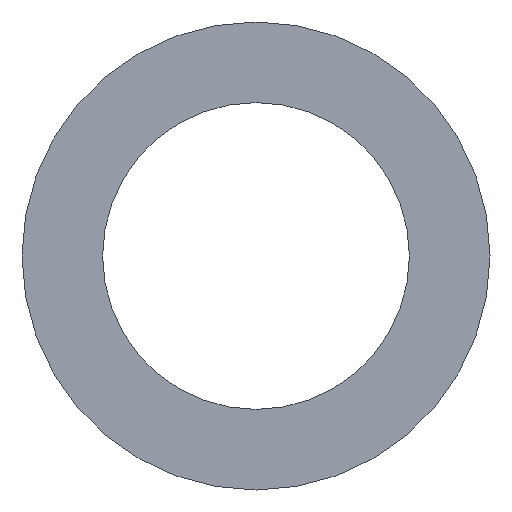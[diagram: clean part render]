
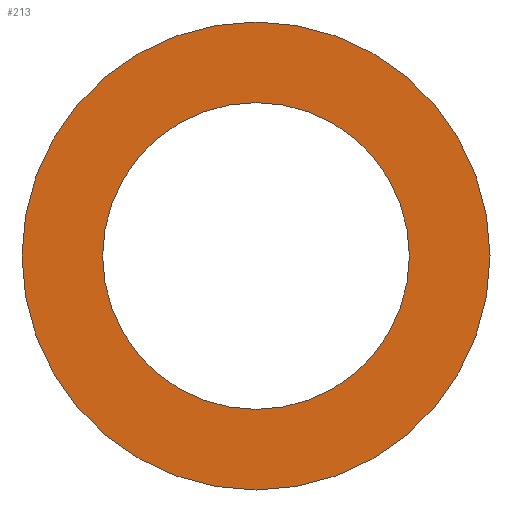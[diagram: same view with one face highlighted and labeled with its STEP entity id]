
A CAD part, front view. The second image highlights one B-rep face of the part: STEP entity #213.
In plain terms, the highlighted planar face has unit normal (0, -1, 0).
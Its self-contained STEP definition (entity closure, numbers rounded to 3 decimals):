
#2 = FACE_OUTER_BOUND ( 'NONE', #239, .T. ) ;
#4 = AXIS2_PLACEMENT_3D ( 'NONE', #154, #83, #47 ) ;
#8 = VERTEX_POINT ( 'NONE', #33 ) ;
#9 = VERTEX_POINT ( 'NONE', #109 ) ;
#17 = CIRCLE ( 'NONE', #146, 14.75 ) ;
#23 = CARTESIAN_POINT ( 'NONE',  ( 0., 0., 0. ) ) ;
#33 = CARTESIAN_POINT ( 'NONE',  ( 0., 0., -22.5 ) ) ;
#35 = CIRCLE ( 'NONE', #62, 22.5 ) ;
#36 = EDGE_CURVE ( 'NONE', #8, #179, #35, .T. ) ;
#43 = CARTESIAN_POINT ( 'NONE',  ( 0., 0., 0. ) ) ;
#45 = DIRECTION ( 'NONE',  ( 0., 0., 1. ) ) ;
#47 = DIRECTION ( 'NONE',  ( 0., 0., 1. ) ) ;
#50 = ORIENTED_EDGE ( 'NONE', *, *, #181, .F. ) ;
#53 = ORIENTED_EDGE ( 'NONE', *, *, #193, .T. ) ;
#61 = DIRECTION ( 'NONE',  ( 0., 1., 0. ) ) ;
#62 = AXIS2_PLACEMENT_3D ( 'NONE', #243, #61, #75 ) ;
#64 = DIRECTION ( 'NONE',  ( 0., 1., 0. ) ) ;
#69 = DIRECTION ( 'NONE',  ( 0., 0., 1. ) ) ;
#75 = DIRECTION ( 'NONE',  ( 0., 0., 1. ) ) ;
#83 = DIRECTION ( 'NONE',  ( 0., 1., 0. ) ) ;
#102 = AXIS2_PLACEMENT_3D ( 'NONE', #214, #212, #69 ) ;
#107 = EDGE_LOOP ( 'NONE', ( #53, #205 ) ) ;
#109 = CARTESIAN_POINT ( 'NONE',  ( 0., 0., 14.75 ) ) ;
#129 = VERTEX_POINT ( 'NONE', #247 ) ;
#139 = AXIS2_PLACEMENT_3D ( 'NONE', #43, #64, #45 ) ;
#146 = AXIS2_PLACEMENT_3D ( 'NONE', #23, #196, #172 ) ;
#154 = CARTESIAN_POINT ( 'NONE',  ( 0., 0., 0. ) ) ;
#155 = FACE_BOUND ( 'NONE', #107, .T. ) ;
#157 = CARTESIAN_POINT ( 'NONE',  ( 0., 0., 22.5 ) ) ;
#172 = DIRECTION ( 'NONE',  ( 0., 0., 1. ) ) ;
#173 = CIRCLE ( 'NONE', #4, 22.5 ) ;
#179 = VERTEX_POINT ( 'NONE', #157 ) ;
#181 = EDGE_CURVE ( 'NONE', #179, #8, #173, .T. ) ;
#193 = EDGE_CURVE ( 'NONE', #129, #9, #17, .T. ) ;
#195 = PLANE ( 'NONE',  #139 ) ;
#196 = DIRECTION ( 'NONE',  ( 0., 1., 0. ) ) ;
#205 = ORIENTED_EDGE ( 'NONE', *, *, #245, .T. ) ;
#211 = CIRCLE ( 'NONE', #102, 14.75 ) ;
#212 = DIRECTION ( 'NONE',  ( 0., 1., 0. ) ) ;
#213 = ADVANCED_FACE ( 'NONE', ( #2, #155 ), #195, .F. ) ;
#214 = CARTESIAN_POINT ( 'NONE',  ( 0., 0., 0. ) ) ;
#217 = ORIENTED_EDGE ( 'NONE', *, *, #36, .F. ) ;
#239 = EDGE_LOOP ( 'NONE', ( #217, #50 ) ) ;
#243 = CARTESIAN_POINT ( 'NONE',  ( 0., 0., 0. ) ) ;
#245 = EDGE_CURVE ( 'NONE', #9, #129, #211, .T. ) ;
#247 = CARTESIAN_POINT ( 'NONE',  ( 0., 0., -14.75 ) ) ;
